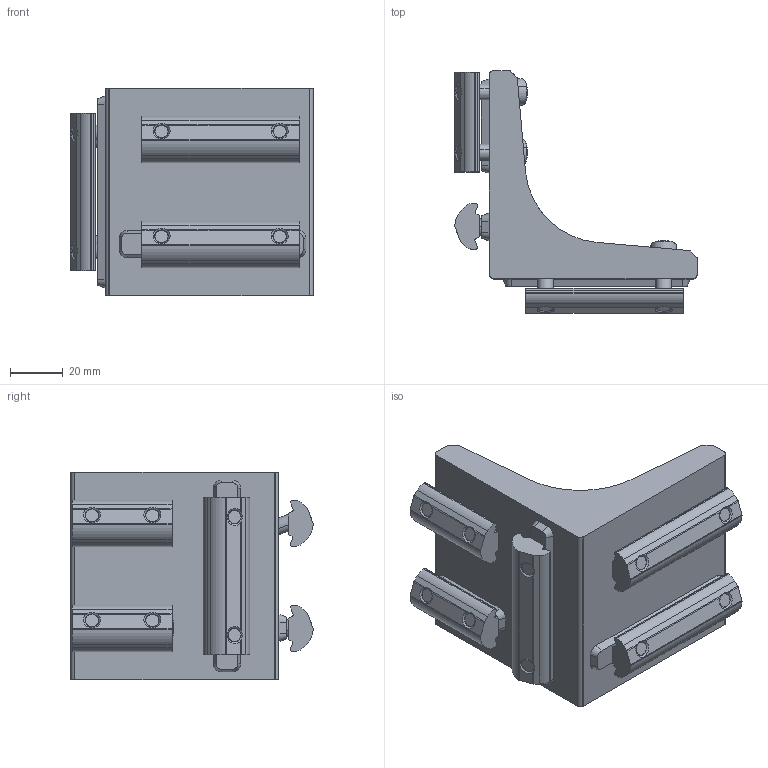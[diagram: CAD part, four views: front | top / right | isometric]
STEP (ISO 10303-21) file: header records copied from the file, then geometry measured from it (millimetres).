
FILE_DESCRIPTION (( 'STEP AP214' ), '1' );
FILE_NAME ('80mm 90Deg 3-Way Corner Bracket Kit - Right(40C2W-0451-005-01).STEP', '2024-11-06T21:21:39', ( '' ), ( '' ), 'SwSTEP 2.0', 'SolidWorks 2020', '' );
FILE_SCHEMA (( 'AUTOMOTIVE_DESIGN' ));
Length unit declared in the file: millimetre
Products named in the file (1): 80mm 90Deg 3-Way Corner Bracket Kit - Right(40C2W-0451-005-01)
Bounding box: 92.29 x 92.29 x 79 mm (x, y, z)
Volume: 190284.4 mm3; surface area: 55280.3 mm2
Topology: 16 solids, 16 shells, 617 faces, 1470 edges, 904 vertices
Faces by surface type: cylinder 200, plane 189, cone 128, bspline 60, torus 40
Entity records: 26285 total; most frequent: CARTESIAN_POINT 5309, ORIENTED_EDGE 2940, DIRECTION 2860, EDGE_CURVE 1470, AXIS2_PLACEMENT_3D 1074, VERTEX_POINT 904, VECTOR 712, LINE 712
